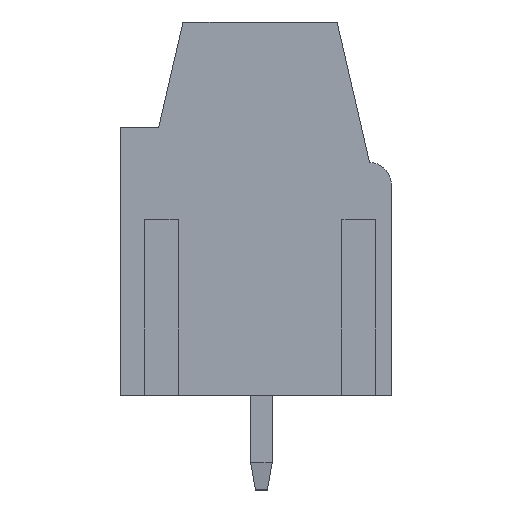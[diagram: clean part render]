
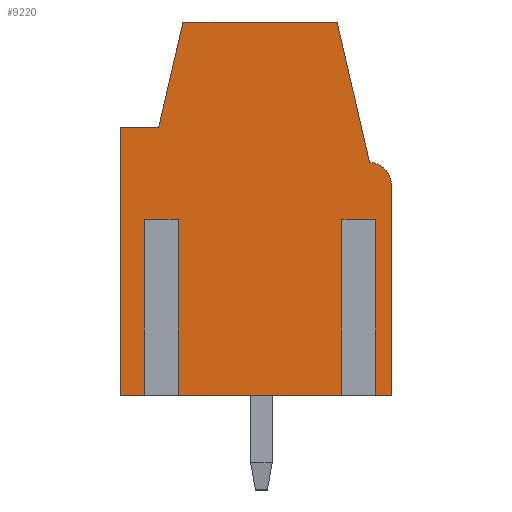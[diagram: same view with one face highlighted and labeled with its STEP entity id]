
A CAD part, left-side view. The second image highlights one B-rep face of the part: STEP entity #9220.
In plain terms, the highlighted planar face has unit normal (-1, 0, 0).
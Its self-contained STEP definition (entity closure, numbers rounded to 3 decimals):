
#9136=AXIS2_PLACEMENT_3D('Plane Axis2P3D',#9133,#9134,#9135) ;
#9166=AXIS2_PLACEMENT_3D('Circle Axis2P3D',#9164,#9165,$) ;
#7945=CARTESIAN_POINT('Vertex',(0.55,10.,13.4)) ;
#8029=CARTESIAN_POINT('Vertex',(0.55,10.,3.5)) ;
#8032=CARTESIAN_POINT('Line Origine',(0.55,10.,8.45)) ;
#8089=CARTESIAN_POINT('Vertex',(0.55,7.7,17.3)) ;
#8138=CARTESIAN_POINT('Vertex',(0.55,8.6,13.4)) ;
#8141=CARTESIAN_POINT('Line Origine',(0.55,8.15,15.35)) ;
#8210=CARTESIAN_POINT('Line Origine',(0.55,9.3,13.4)) ;
#8560=CARTESIAN_POINT('Vertex',(0.55,0.,3.5)) ;
#8563=CARTESIAN_POINT('Line Origine',(0.55,0.447,3.5)) ;
#8567=CARTESIAN_POINT('Vertex',(0.55,0.894,3.5)) ;
#8588=CARTESIAN_POINT('Vertex',(0.55,1.506,3.5)) ;
#8591=CARTESIAN_POINT('Line Origine',(0.55,4.85,3.5)) ;
#8595=CARTESIAN_POINT('Vertex',(0.55,8.194,3.5)) ;
#8616=CARTESIAN_POINT('Vertex',(0.55,8.806,3.5)) ;
#8619=CARTESIAN_POINT('Line Origine',(0.55,9.403,3.5)) ;
#9133=CARTESIAN_POINT('Axis2P3D Location',(0.55,10.,0.)) ;
#9138=CARTESIAN_POINT('Line Origine',(0.55,1.506,6.75)) ;
#9142=CARTESIAN_POINT('Vertex',(0.55,1.506,10.)) ;
#9145=CARTESIAN_POINT('Line Origine',(0.55,1.2,10.)) ;
#9149=CARTESIAN_POINT('Vertex',(0.55,0.894,10.)) ;
#9152=CARTESIAN_POINT('Line Origine',(0.55,0.894,6.75)) ;
#9157=CARTESIAN_POINT('Line Origine',(0.55,0.,7.4)) ;
#9161=CARTESIAN_POINT('Vertex',(0.55,0.,11.3)) ;
#9164=CARTESIAN_POINT('Axis2P3D Location',(0.55,0.8,11.3)) ;
#9168=CARTESIAN_POINT('Vertex',(0.55,0.8,12.1)) ;
#9171=CARTESIAN_POINT('Line Origine',(0.55,1.4,14.7)) ;
#9175=CARTESIAN_POINT('Vertex',(0.55,2.001,17.3)) ;
#9178=CARTESIAN_POINT('Line Origine',(0.55,4.85,17.3)) ;
#9183=CARTESIAN_POINT('Line Origine',(0.55,8.806,6.75)) ;
#9187=CARTESIAN_POINT('Vertex',(0.55,8.806,10.)) ;
#9190=CARTESIAN_POINT('Line Origine',(0.55,8.5,10.)) ;
#9194=CARTESIAN_POINT('Vertex',(0.55,8.194,10.)) ;
#9197=CARTESIAN_POINT('Line Origine',(0.55,8.194,6.75)) ;
#8033=DIRECTION('Vector Direction',(0.,0.,1.)) ;
#8142=DIRECTION('Vector Direction',(0.,-0.225,0.974)) ;
#8211=DIRECTION('Vector Direction',(0.,-1.,0.)) ;
#8564=DIRECTION('Vector Direction',(0.,1.,0.)) ;
#8592=DIRECTION('Vector Direction',(0.,1.,0.)) ;
#8620=DIRECTION('Vector Direction',(0.,1.,0.)) ;
#9134=DIRECTION('Axis2P3D Direction',(1.,0.,0.)) ;
#9135=DIRECTION('Axis2P3D XDirection',(0.,0.,-1.)) ;
#9139=DIRECTION('Vector Direction',(0.,0.,1.)) ;
#9146=DIRECTION('Vector Direction',(0.,1.,0.)) ;
#9153=DIRECTION('Vector Direction',(0.,0.,1.)) ;
#9158=DIRECTION('Vector Direction',(0.,0.,-1.)) ;
#9165=DIRECTION('Axis2P3D Direction',(1.,0.,0.)) ;
#9172=DIRECTION('Vector Direction',(0.,-0.225,-0.974)) ;
#9179=DIRECTION('Vector Direction',(0.,-1.,0.)) ;
#9184=DIRECTION('Vector Direction',(0.,0.,1.)) ;
#9191=DIRECTION('Vector Direction',(0.,1.,0.)) ;
#9198=DIRECTION('Vector Direction',(0.,0.,1.)) ;
#8034=VECTOR('Line Direction',#8033,1.) ;
#8143=VECTOR('Line Direction',#8142,1.) ;
#8212=VECTOR('Line Direction',#8211,1.) ;
#8565=VECTOR('Line Direction',#8564,1.) ;
#8593=VECTOR('Line Direction',#8592,1.) ;
#8621=VECTOR('Line Direction',#8620,1.) ;
#9140=VECTOR('Line Direction',#9139,1.) ;
#9147=VECTOR('Line Direction',#9146,1.) ;
#9154=VECTOR('Line Direction',#9153,1.) ;
#9159=VECTOR('Line Direction',#9158,1.) ;
#9173=VECTOR('Line Direction',#9172,1.) ;
#9180=VECTOR('Line Direction',#9179,1.) ;
#9185=VECTOR('Line Direction',#9184,1.) ;
#9192=VECTOR('Line Direction',#9191,1.) ;
#9199=VECTOR('Line Direction',#9198,1.) ;
#9203=ORIENTED_EDGE('',*,*,#9144,.T.) ;
#9204=ORIENTED_EDGE('',*,*,#9151,.F.) ;
#9205=ORIENTED_EDGE('',*,*,#9156,.F.) ;
#9206=ORIENTED_EDGE('',*,*,#8569,.F.) ;
#9207=ORIENTED_EDGE('',*,*,#9163,.F.) ;
#9208=ORIENTED_EDGE('',*,*,#9170,.F.) ;
#9209=ORIENTED_EDGE('',*,*,#9177,.F.) ;
#9210=ORIENTED_EDGE('',*,*,#9182,.F.) ;
#9211=ORIENTED_EDGE('',*,*,#8145,.F.) ;
#9212=ORIENTED_EDGE('',*,*,#8214,.F.) ;
#9213=ORIENTED_EDGE('',*,*,#8036,.F.) ;
#9214=ORIENTED_EDGE('',*,*,#8623,.F.) ;
#9215=ORIENTED_EDGE('',*,*,#9189,.T.) ;
#9216=ORIENTED_EDGE('',*,*,#9196,.F.) ;
#9217=ORIENTED_EDGE('',*,*,#9201,.F.) ;
#9218=ORIENTED_EDGE('',*,*,#8597,.F.) ;
#9220=ADVANCED_FACE('HOUSING',(#9219),#9137,.F.) ;
#9167=CIRCLE('generated circle',#9166,0.8) ;
#8036=EDGE_CURVE('',#8030,#7946,#8035,.T.) ;
#8145=EDGE_CURVE('',#8139,#8090,#8144,.T.) ;
#8214=EDGE_CURVE('',#7946,#8139,#8213,.T.) ;
#8569=EDGE_CURVE('',#8561,#8568,#8566,.T.) ;
#8597=EDGE_CURVE('',#8589,#8596,#8594,.T.) ;
#8623=EDGE_CURVE('',#8617,#8030,#8622,.T.) ;
#9144=EDGE_CURVE('',#8589,#9143,#9141,.T.) ;
#9151=EDGE_CURVE('',#9150,#9143,#9148,.T.) ;
#9156=EDGE_CURVE('',#8568,#9150,#9155,.T.) ;
#9163=EDGE_CURVE('',#9162,#8561,#9160,.T.) ;
#9170=EDGE_CURVE('',#9169,#9162,#9167,.T.) ;
#9177=EDGE_CURVE('',#9176,#9169,#9174,.T.) ;
#9182=EDGE_CURVE('',#8090,#9176,#9181,.T.) ;
#9189=EDGE_CURVE('',#8617,#9188,#9186,.T.) ;
#9196=EDGE_CURVE('',#9195,#9188,#9193,.T.) ;
#9201=EDGE_CURVE('',#8596,#9195,#9200,.T.) ;
#9202=EDGE_LOOP('',(#9203,#9204,#9205,#9206,#9207,#9208,#9209,#9210,#9211,#9212,#9213,#9214,#9215,#9216,#9217,#9218)) ;
#9219=FACE_OUTER_BOUND('',#9202,.T.) ;
#8035=LINE('Line',#8032,#8034) ;
#8144=LINE('Line',#8141,#8143) ;
#8213=LINE('Line',#8210,#8212) ;
#8566=LINE('Line',#8563,#8565) ;
#8594=LINE('Line',#8591,#8593) ;
#8622=LINE('Line',#8619,#8621) ;
#9141=LINE('Line',#9138,#9140) ;
#9148=LINE('Line',#9145,#9147) ;
#9155=LINE('Line',#9152,#9154) ;
#9160=LINE('Line',#9157,#9159) ;
#9174=LINE('Line',#9171,#9173) ;
#9181=LINE('Line',#9178,#9180) ;
#9186=LINE('Line',#9183,#9185) ;
#9193=LINE('Line',#9190,#9192) ;
#9200=LINE('Line',#9197,#9199) ;
#9137=PLANE('',#9136) ;
#7946=VERTEX_POINT('',#7945) ;
#8030=VERTEX_POINT('',#8029) ;
#8090=VERTEX_POINT('',#8089) ;
#8139=VERTEX_POINT('',#8138) ;
#8561=VERTEX_POINT('',#8560) ;
#8568=VERTEX_POINT('',#8567) ;
#8589=VERTEX_POINT('',#8588) ;
#8596=VERTEX_POINT('',#8595) ;
#8617=VERTEX_POINT('',#8616) ;
#9143=VERTEX_POINT('',#9142) ;
#9150=VERTEX_POINT('',#9149) ;
#9162=VERTEX_POINT('',#9161) ;
#9169=VERTEX_POINT('',#9168) ;
#9176=VERTEX_POINT('',#9175) ;
#9188=VERTEX_POINT('',#9187) ;
#9195=VERTEX_POINT('',#9194) ;
